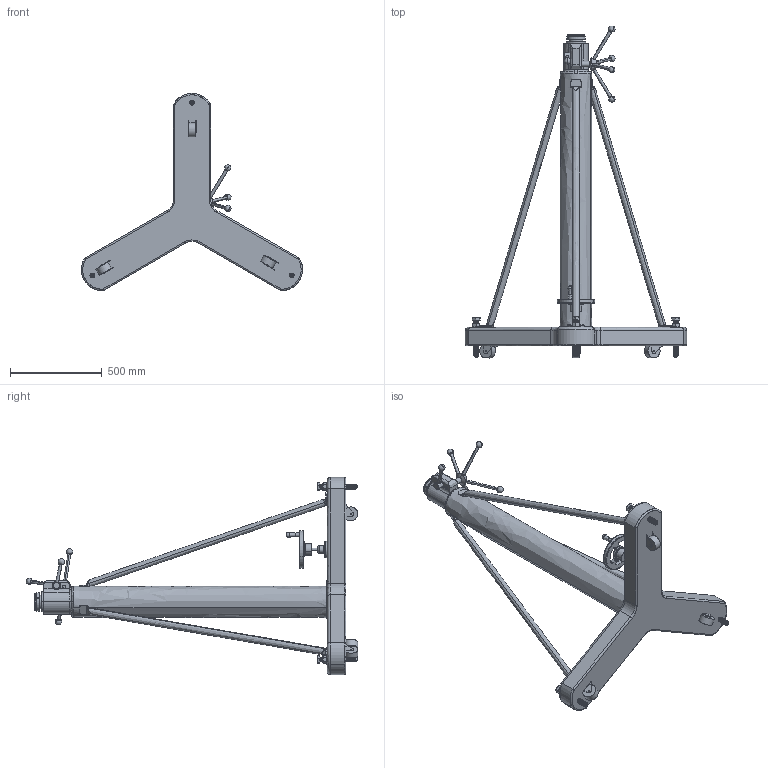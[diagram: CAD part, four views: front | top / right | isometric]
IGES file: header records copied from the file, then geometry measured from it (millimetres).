
Start section: SolidWorks IGES file using analytic representation for surfaces
Global section: file name: W-232-0.SLDPRT.IGS; native system: SolidWorks 2019; preprocessor: SolidWorks 2019; author: estack; date: 200603.121629; units: inch
Bounding box: 1207.33 x 1811.5 x 1076.35 mm (x, y, z)
Surface area: 2793207.5 mm2 (no closed solid volume)
Topology: 0 solids, 0 shells, 786 faces, 17000 edges, 16991 vertices
Faces by surface type: revolution 475, bspline 311
